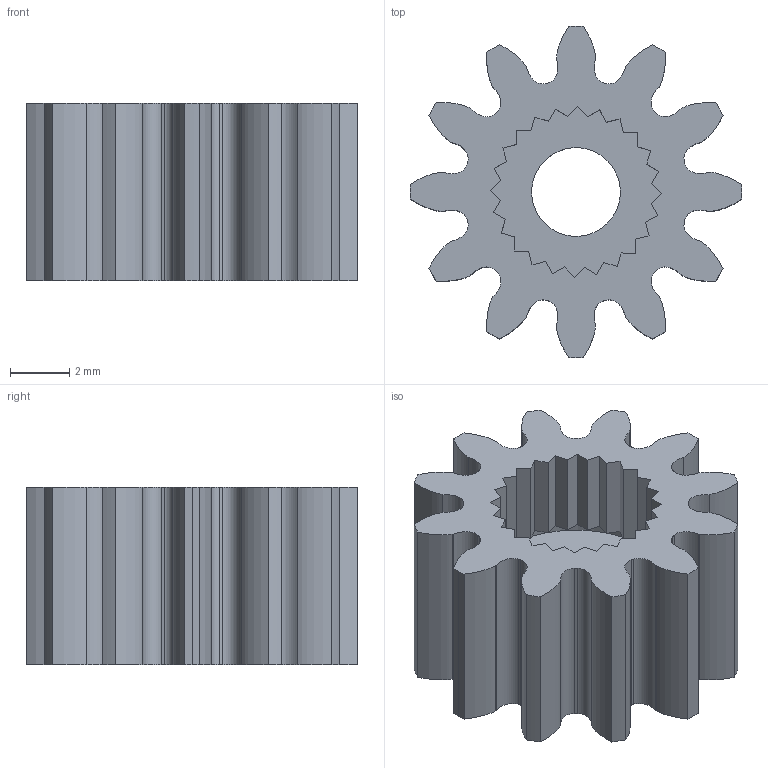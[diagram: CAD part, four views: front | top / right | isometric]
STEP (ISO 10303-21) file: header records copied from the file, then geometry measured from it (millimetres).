
FILE_DESCRIPTION (( 'STEP AP203' ), '1' );
FILE_NAME ('2305-0024-0012.STEP', '2017-04-27T18:35:07', ( '' ), ( '' ), 'SwSTEP 2.0', 'SolidWorks 2016', '' );
FILE_SCHEMA (( 'CONFIG_CONTROL_DESIGN' ));
Length unit declared in the file: millimetre
Products named in the file (1): 2305-0024-0012
Bounding box: 11.2 x 11.2 x 6 mm (x, y, z)
Volume: 268.6 mm3; surface area: 618.8 mm2
Topology: 1 solids, 1 shells, 156 faces, 453 edges, 302 vertices
Faces by surface type: plane 77, bspline 48, cylinder 31
Entity records: 6812 total; most frequent: CARTESIAN_POINT 2880, ORIENTED_EDGE 906, DIRECTION 637, EDGE_CURVE 453, VERTEX_POINT 302, VECTOR 295, LINE 295, AXIS2_PLACEMENT_3D 171
